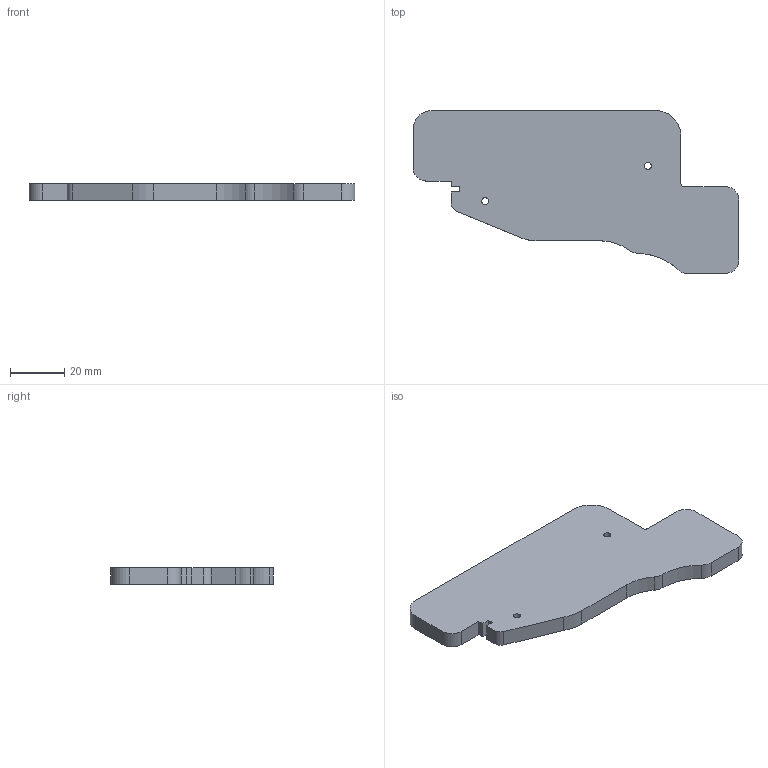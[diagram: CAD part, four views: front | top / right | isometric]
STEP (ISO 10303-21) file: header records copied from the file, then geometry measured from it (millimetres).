
FILE_DESCRIPTION(/* description */ ('','CAx-IF Rec.Pracs.---Representation and Presentation of Product Manufacturing Information (PMI)---4.0---2014-10-13'),/* implementation_level */ '2;1');
FILE_NAME(/* name */ '',/* time_stamp */ '2025-02-06T13:49:20+03:00',/* author */ (''),/* organization */ (''),/* preprocessor_version */ 'ST-DEVELOPER v20',/* originating_system */ 'Autodesk Translation Framework v13.20.0.188',/* authorisation */ '');
FILE_SCHEMA (('AP242_MANAGED_MODEL_BASED_3D_ENGINEERING_MIM_LF { 1 0 10303 442 1 1 4 }'));
Length unit declared in the file: millimetre
Products named in the file (1): Шаблон для сверления 
для установки деражателя 
проводки
Bounding box: 120 x 60.03 x 6 mm (x, y, z)
Volume: 16813.7 mm3; surface area: 13042.2 mm2
Topology: 1 solids, 1 shells, 60 faces, 171 edges, 114 vertices
Faces by surface type: plane 33, cylinder 27
Full cylindrical faces by diameter (mm): 2.529 x2
Entity records: 2010 total; most frequent: DIRECTION 347, CARTESIAN_POINT 346, ORIENTED_EDGE 342, EDGE_CURVE 171, LINE 117, VECTOR 117, AXIS2_PLACEMENT_3D 115, VERTEX_POINT 114
